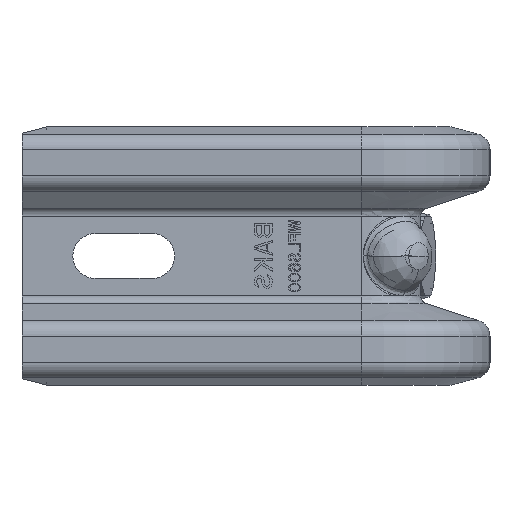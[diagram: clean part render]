
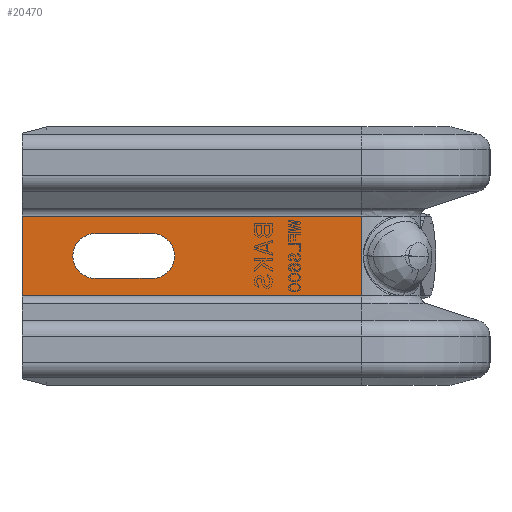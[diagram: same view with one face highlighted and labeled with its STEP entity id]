
A CAD part, left-side view. The second image highlights one B-rep face of the part: STEP entity #20470.
In plain terms, the highlighted planar face has unit normal (-1, 0, 0).
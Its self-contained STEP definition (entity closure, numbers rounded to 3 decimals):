
#2683=DIRECTION('',(0.,0.,1.));
#2684=VECTOR('',#2683,19.6);
#2685=CARTESIAN_POINT('',(-657.,115.,-9.8));
#2686=LINE('',#2685,#2684);
#2687=DIRECTION('',(0.,0.,1.));
#2688=VECTOR('',#2687,19.6);
#2689=CARTESIAN_POINT('',(-657.,31.5,-9.8));
#2690=LINE('',#2689,#2688);
#2691=DIRECTION('',(0.,1.,0.));
#2692=VECTOR('',#2691,83.5);
#2693=CARTESIAN_POINT('',(-657.,31.5,-9.8));
#2694=LINE('',#2693,#2692);
#2695=DIRECTION('',(0.,1.,0.));
#2696=VECTOR('',#2695,14.);
#2697=CARTESIAN_POINT('',(-657.,83.,5.5));
#2698=LINE('',#2697,#2696);
#2699=CARTESIAN_POINT('',(-657.,97.,0.));
#2700=DIRECTION('',(1.,0.,0.));
#2701=DIRECTION('',(0.,0.,-1.));
#2702=AXIS2_PLACEMENT_3D('',#2699,#2700,#2701);
#2704=DIRECTION('',(0.,-1.,0.));
#2705=VECTOR('',#2704,14.);
#2706=CARTESIAN_POINT('',(-657.,97.,-5.5));
#2707=LINE('',#2706,#2705);
#2708=CARTESIAN_POINT('',(-657.,83.,0.));
#2709=DIRECTION('',(1.,0.,0.));
#2710=DIRECTION('',(0.,0.,1.));
#2711=AXIS2_PLACEMENT_3D('',#2708,#2709,#2710);
#3536=DIRECTION('',(0.,1.,0.));
#3537=VECTOR('',#3536,83.5);
#3538=CARTESIAN_POINT('',(-657.,31.5,9.8));
#3539=LINE('',#3538,#3537);
#14179=CARTESIAN_POINT('',(-657.,31.5,-9.8));
#14180=VERTEX_POINT('',#14179);
#14181=CARTESIAN_POINT('',(-657.,31.5,9.8));
#14182=VERTEX_POINT('',#14181);
#14275=CARTESIAN_POINT('',(-657.,83.,5.5));
#14276=CARTESIAN_POINT('',(-657.,97.,5.5));
#14277=VERTEX_POINT('',#14275);
#14278=VERTEX_POINT('',#14276);
#14279=CARTESIAN_POINT('',(-657.,97.,-5.5));
#14280=VERTEX_POINT('',#14279);
#14281=CARTESIAN_POINT('',(-657.,83.,-5.5));
#14282=VERTEX_POINT('',#14281);
#15389=CARTESIAN_POINT('',(-657.,115.,-9.8));
#15390=VERTEX_POINT('',#15389);
#15391=CARTESIAN_POINT('',(-657.,115.,9.8));
#15392=VERTEX_POINT('',#15391);
#20446=CARTESIAN_POINT('',(-657.,31.5,-9.8));
#20447=DIRECTION('',(-1.,0.,0.));
#20448=DIRECTION('',(0.,0.,1.));
#20449=AXIS2_PLACEMENT_3D('',#20446,#20447,#20448);
#20450=PLANE('',#20449);
#20452=ORIENTED_EDGE('',*,*,#20451,.T.);
#20454=ORIENTED_EDGE('',*,*,#20453,.F.);
#20455=ORIENTED_EDGE('',*,*,#20421,.F.);
#20457=ORIENTED_EDGE('',*,*,#20456,.T.);
#20458=EDGE_LOOP('',(#20452,#20454,#20455,#20457));
#20459=FACE_OUTER_BOUND('',#20458,.F.);
#20461=ORIENTED_EDGE('',*,*,#20460,.T.);
#20463=ORIENTED_EDGE('',*,*,#20462,.F.);
#20465=ORIENTED_EDGE('',*,*,#20464,.T.);
#20467=ORIENTED_EDGE('',*,*,#20466,.F.);
#20468=EDGE_LOOP('',(#20461,#20463,#20465,#20467));
#20469=FACE_BOUND('',#20468,.F.);
#20470=ADVANCED_FACE('',(#20459,#20469),#20450,.T.);
#2703=CIRCLE('',#2702,5.5);
#2712=CIRCLE('',#2711,5.5);
#20421=EDGE_CURVE('',#14180,#14182,#2690,.T.);
#20451=EDGE_CURVE('',#15390,#15392,#2686,.T.);
#20453=EDGE_CURVE('',#14182,#15392,#3539,.T.);
#20456=EDGE_CURVE('',#14180,#15390,#2694,.T.);
#20460=EDGE_CURVE('',#14277,#14278,#2698,.T.);
#20462=EDGE_CURVE('',#14280,#14278,#2703,.T.);
#20464=EDGE_CURVE('',#14280,#14282,#2707,.T.);
#20466=EDGE_CURVE('',#14277,#14282,#2712,.T.);
